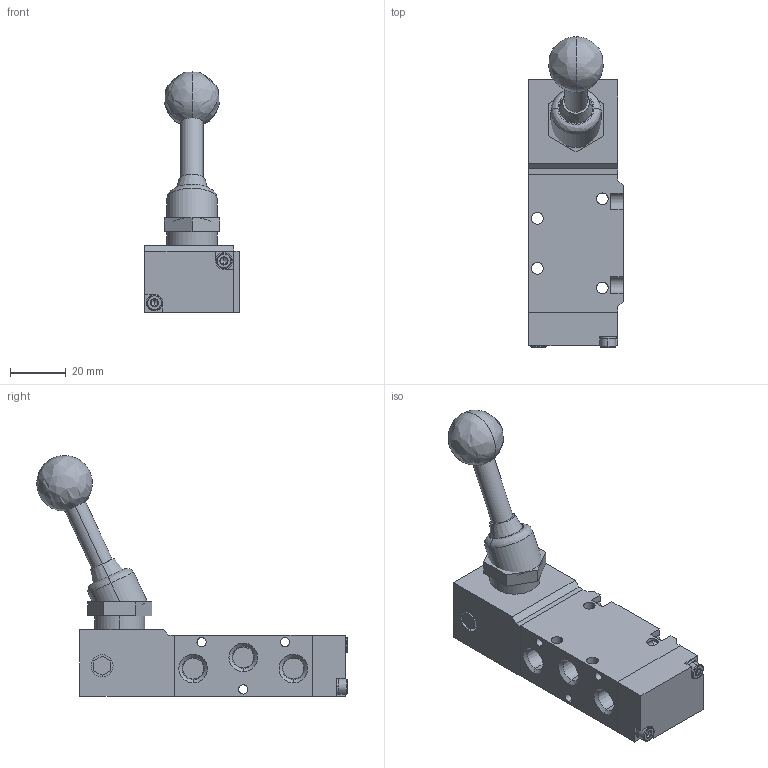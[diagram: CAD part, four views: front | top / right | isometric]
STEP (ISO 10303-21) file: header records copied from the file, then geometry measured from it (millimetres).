
FILE_DESCRIPTION (( 'STEP AP203' ), '1' );
FILE_NAME ('7010000900U.step', '2024-02-07T21:27:47', ( '' ), ( '' ), 'SwSTEP 2.0', 'SolidWorks 2023', '' );
FILE_SCHEMA (( 'CONFIG_CONTROL_DESIGN' ));
Length unit declared in the file: inch
Products named in the file (1): 7010000900U
Bounding box: 34 x 111.56 x 86.56 mm (x, y, z)
Volume: 79122.1 mm3; surface area: 22504.3 mm2
Topology: 8 solids, 8 shells, 208 faces, 497 edges, 310 vertices
Faces by surface type: plane 105, cylinder 49, cone 38, bspline 16
Entity records: 6553 total; most frequent: CARTESIAN_POINT 1658, DIRECTION 1008, ORIENTED_EDGE 978, EDGE_CURVE 489, AXIS2_PLACEMENT_3D 364, VERTEX_POINT 310, VECTOR 280, LINE 280
